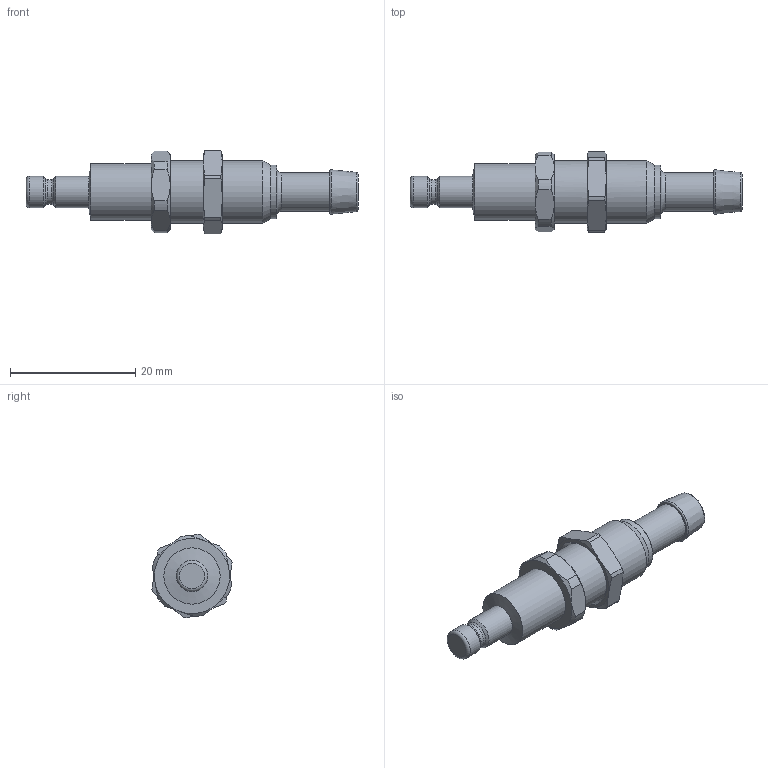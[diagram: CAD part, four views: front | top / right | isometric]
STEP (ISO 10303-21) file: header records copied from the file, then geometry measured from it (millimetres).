
FILE_DESCRIPTION((''),'2;1');
FILE_NAME('20sbts06mpx.stp','2015-03-02T11:26:16',('IA176480'),(''),'Autodesk Inventor 2013','Autodesk Inventor 2013','');
FILE_SCHEMA(('AUTOMOTIVE_DESIGN { 1 0 10303 214 1 1 1 1 }'));
Length unit declared in the file: millimetre
Products named in the file (1): D113518
Bounding box: 53.05 x 12.83 x 13.42 mm (x, y, z)
Volume: 2993.1 mm3; surface area: 1873.5 mm2
Topology: 1 solids, 3 shells, 90 faces, 195 edges, 115 vertices
Faces by surface type: cone 36, cylinder 25, plane 22, torus 7
Full cylindrical faces by diameter (mm): 3.95 x1, 5 x2, 6.1 x1, 6.8 x1, 7.3 x1, 8 x2, 8.1 x1, 8.6 x1, 9 x1, 10 x2
Entity records: 2323 total; most frequent: CARTESIAN_POINT 457, DIRECTION 380, ORIENTED_EDGE 318, AXIS2_PLACEMENT_3D 178, EDGE_CURVE 159, EDGE_LOOP 130, VERTEX_POINT 111, STYLED_ITEM 91
